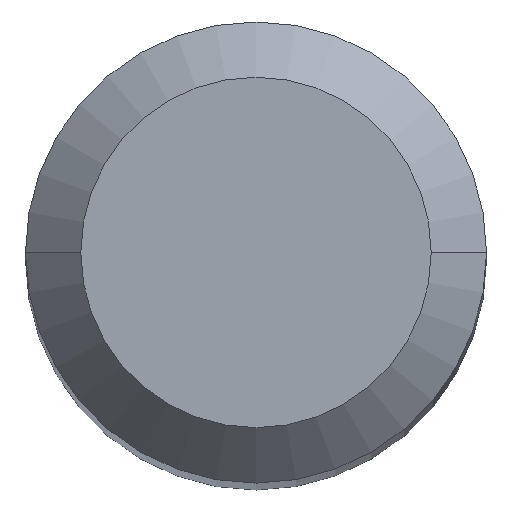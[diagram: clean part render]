
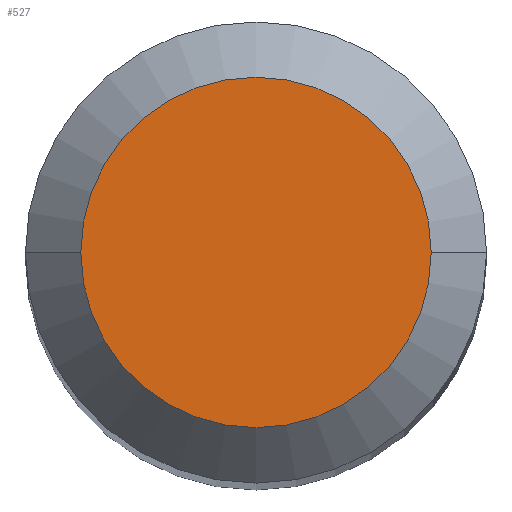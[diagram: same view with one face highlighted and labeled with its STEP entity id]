
A CAD part, top view. The second image highlights one B-rep face of the part: STEP entity #527.
In plain terms, the highlighted planar face has unit normal (0, 0, 1).
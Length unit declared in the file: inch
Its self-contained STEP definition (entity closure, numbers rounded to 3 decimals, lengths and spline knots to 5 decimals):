
#51 = DIRECTION ( 'NONE',  ( 1., 0., 0. ) ) ;
#54 = AXIS2_PLACEMENT_3D ( 'NONE', #365, #356, #424 ) ;
#105 = AXIS2_PLACEMENT_3D ( 'NONE', #495, #808, #257 ) ;
#135 = EDGE_CURVE ( 'NONE', #538, #666, #448, .T. ) ;
#257 = DIRECTION ( 'NONE',  ( 1., 0., 0. ) ) ;
#258 = ORIENTED_EDGE ( 'NONE', *, *, #135, .T. ) ;
#294 = PLANE ( 'NONE',  #798 ) ;
#355 = EDGE_CURVE ( 'NONE', #666, #538, #392, .T. ) ;
#356 = DIRECTION ( 'NONE',  ( 0., 0., 1. ) ) ;
#365 = CARTESIAN_POINT ( 'NONE',  ( 0., 0., 1.5 ) ) ;
#392 = CIRCLE ( 'NONE', #54, 0.0475 ) ;
#424 = DIRECTION ( 'NONE',  ( 1., 0., 0. ) ) ;
#431 = EDGE_LOOP ( 'NONE', ( #457, #258 ) ) ;
#448 = CIRCLE ( 'NONE', #105, 0.0475 ) ;
#457 = ORIENTED_EDGE ( 'NONE', *, *, #355, .T. ) ;
#495 = CARTESIAN_POINT ( 'NONE',  ( 0., 0., 1.5 ) ) ;
#527 = ADVANCED_FACE ( 'NONE', ( #695 ), #294, .T. ) ;
#538 = VERTEX_POINT ( 'NONE', #705 ) ;
#542 = DIRECTION ( 'NONE',  ( 0., 0., 1. ) ) ;
#657 = CARTESIAN_POINT ( 'NONE',  ( -0.0475, 0., 1.5 ) ) ;
#666 = VERTEX_POINT ( 'NONE', #657 ) ;
#695 = FACE_OUTER_BOUND ( 'NONE', #431, .T. ) ;
#705 = CARTESIAN_POINT ( 'NONE',  ( 0.0475, 0., 1.5 ) ) ;
#798 = AXIS2_PLACEMENT_3D ( 'NONE', #937, #542, #51 ) ;
#808 = DIRECTION ( 'NONE',  ( 0., 0., 1. ) ) ;
#937 = CARTESIAN_POINT ( 'NONE',  ( 0., 0., 1.5 ) ) ;
